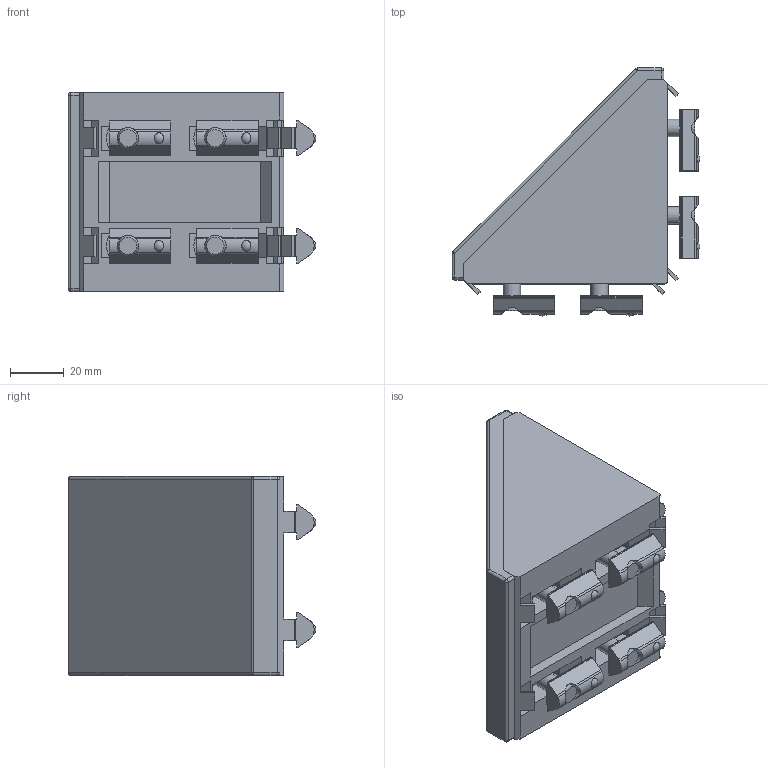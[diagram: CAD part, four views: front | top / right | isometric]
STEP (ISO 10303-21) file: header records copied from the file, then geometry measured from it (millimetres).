
FILE_DESCRIPTION(/* description */ (''),/* implementation_level */ '2;1');
FILE_NAME(/* name */ '123024',/* time_stamp */ '2014-10-06T12:25:04+02:00',/* author */ (''),/* organization */ (''),/* preprocessor_version */ 'ST-DEVELOPER v14',/* originating_system */ 'HiCAD 2013 1802.4 Build 509',/* authorisation */ '');
FILE_SCHEMA (('AUTOMOTIVE_DESIGN { 1 0 10303 214 1 1 1 1 }'));
Length unit declared in the file: millimetre
Products named in the file (27): Root; 123024HOEKSTUK 80X80 BASICBOIKON; 122330Sleufmoer 8 - M8 met kogelBOIKON; 900152Cil. inbusbout DIN 912 EV M8 x 20BOIKON0; 123025AFDEKKAP HOEKSTUK 80X80 BASICBOIKON; 901708Sluitring DIN 125 EV M8BOIKON0
Assembly tree (26 placements, depth 3):
  Root
    123024HOEKSTUK 80X80 BASICBOIKON
      122330Sleufmoer 8 - M8 met kogelBOIKON
      122330Sleufmoer 8 - M8 met kogelBOIKON
      122330Sleufmoer 8 - M8 met kogelBOIKON
      122330Sleufmoer 8 - M8 met kogelBOIKON
      900152Cil. inbusbout DIN 912 EV M8 x 20BOIKON0
      900152Cil. inbusbout DIN 912 EV M8 x 20BOIKON0
      900152Cil. inbusbout DIN 912 EV M8 x 20BOIKON0
      900152Cil. inbusbout DIN 912 EV M8 x 20BOIKON0
      122330Sleufmoer 8 - M8 met kogelBOIKON
      122330Sleufmoer 8 - M8 met kogelBOIKON
      122330Sleufmoer 8 - M8 met kogelBOIKON
      122330Sleufmoer 8 - M8 met kogelBOIKON
      900152Cil. inbusbout DIN 912 EV M8 x 20BOIKON0
      900152Cil. inbusbout DIN 912 EV M8 x 20BOIKON0
      900152Cil. inbusbout DIN 912 EV M8 x 20BOIKON0
      900152Cil. inbusbout DIN 912 EV M8 x 20BOIKON0
      123025AFDEKKAP HOEKSTUK 80X80 BASICBOIKON
      901708Sluitring DIN 125 EV M8BOIKON0
      901708Sluitring DIN 125 EV M8BOIKON0
      901708Sluitring DIN 125 EV M8BOIKON0
      901708Sluitring DIN 125 EV M8BOIKON0
      901708Sluitring DIN 125 EV M8BOIKON0
      901708Sluitring DIN 125 EV M8BOIKON0
      901708Sluitring DIN 125 EV M8BOIKON0
      901708Sluitring DIN 125 EV M8BOIKON0
Bounding box: 92.13 x 92.13 x 74 mm (x, y, z)
Volume: 162461.2 mm3; surface area: 74152.3 mm2
Topology: 26 solids, 26 shells, 557 faces, 1418 edges, 918 vertices
Faces by surface type: plane 387, cylinder 130, sphere 16, cone 16, torus 8
Full cylindrical faces by diameter (mm): 6.466 x8, 8 x16, 8.4 x8, 13 x8, 16 x8
Entity records: 34603 total; most frequent: CARTESIAN_POINT 7985, DIRECTION 2760, PRESENTATION_STYLE_ASSIGNMENT 2622, COLOUR_RGB 2601, DRAUGHTING_PRE_DEFINED_CURVE_FONT 2596, CURVE_STYLE 2596, OVER_RIDING_STYLED_ITEM 2596, ORIENTED_EDGE 2596
